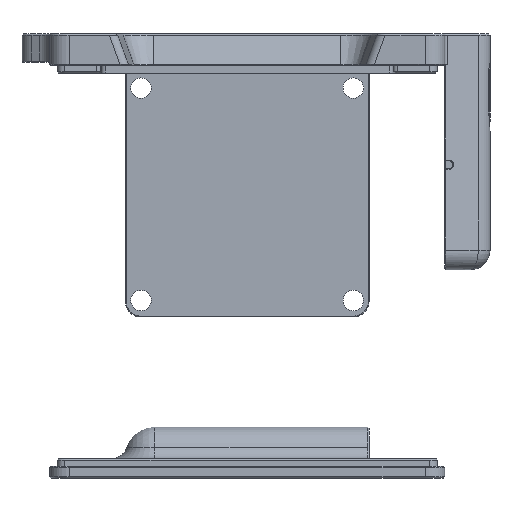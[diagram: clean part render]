
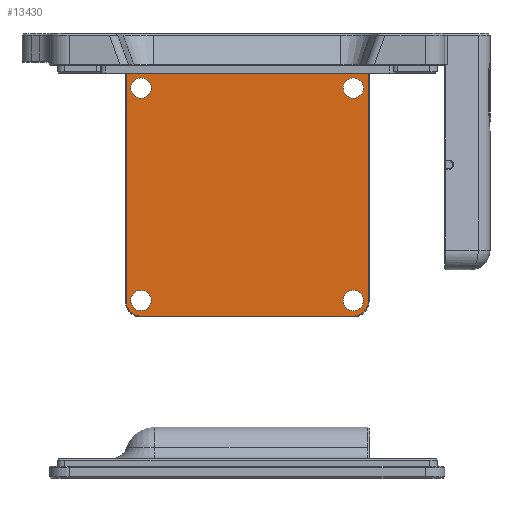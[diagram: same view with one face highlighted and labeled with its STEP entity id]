
A CAD part, front view. The second image highlights one B-rep face of the part: STEP entity #13430.
In plain terms, the highlighted planar face has unit normal (0, -1, 0).
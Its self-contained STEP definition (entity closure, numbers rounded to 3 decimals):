
#976=CIRCLE('',#14764,2.6);
#977=CIRCLE('',#14765,2.6);
#978=CIRCLE('',#14766,3.8);
#979=CIRCLE('',#14767,3.8);
#980=CIRCLE('',#14768,2.6);
#981=CIRCLE('',#14769,2.6);
#4215=ORIENTED_EDGE('',*,*,#6643,.F.);
#4216=ORIENTED_EDGE('',*,*,#6644,.F.);
#4217=ORIENTED_EDGE('',*,*,#6645,.T.);
#4218=ORIENTED_EDGE('',*,*,#6646,.T.);
#4219=ORIENTED_EDGE('',*,*,#6334,.F.);
#4220=ORIENTED_EDGE('',*,*,#6647,.T.);
#4221=ORIENTED_EDGE('',*,*,#6648,.T.);
#4222=ORIENTED_EDGE('',*,*,#6649,.T.);
#4223=ORIENTED_EDGE('',*,*,#6650,.F.);
#4224=ORIENTED_EDGE('',*,*,#6651,.F.);
#6334=EDGE_CURVE('',#7812,#7813,#8988,.T.);
#6643=EDGE_CURVE('',#8006,#8006,#976,.F.);
#6644=EDGE_CURVE('',#8007,#8007,#977,.F.);
#6645=EDGE_CURVE('',#8008,#8009,#978,.F.);
#6646=EDGE_CURVE('',#8009,#7813,#9189,.T.);
#6647=EDGE_CURVE('',#7812,#8010,#9190,.T.);
#6648=EDGE_CURVE('',#8010,#8011,#979,.F.);
#6649=EDGE_CURVE('',#8011,#8008,#9191,.T.);
#6650=EDGE_CURVE('',#8012,#8012,#980,.F.);
#6651=EDGE_CURVE('',#8013,#8013,#981,.F.);
#7812=VERTEX_POINT('',#22232);
#7813=VERTEX_POINT('',#22234);
#8006=VERTEX_POINT('',#22935);
#8007=VERTEX_POINT('',#22937);
#8008=VERTEX_POINT('',#22939);
#8009=VERTEX_POINT('',#22940);
#8010=VERTEX_POINT('',#22943);
#8011=VERTEX_POINT('',#22945);
#8012=VERTEX_POINT('',#22948);
#8013=VERTEX_POINT('',#22950);
#8988=LINE('',#22233,#10113);
#9189=LINE('',#22941,#10314);
#9190=LINE('',#22942,#10315);
#9191=LINE('',#22946,#10316);
#10113=VECTOR('',#17604,1000.);
#10314=VECTOR('',#18273,1000.);
#10315=VECTOR('',#18274,1000.);
#10316=VECTOR('',#18277,1000.);
#11192=EDGE_LOOP('',(#4215));
#11193=EDGE_LOOP('',(#4216));
#11194=EDGE_LOOP('',(#4217,#4218,#4219,#4220,#4221,#4222));
#11195=EDGE_LOOP('',(#4223));
#11196=EDGE_LOOP('',(#4224));
#12178=FACE_BOUND('',#11192,.T.);
#12179=FACE_BOUND('',#11193,.T.);
#12180=FACE_BOUND('',#11194,.T.);
#12181=FACE_BOUND('',#11195,.T.);
#12182=FACE_BOUND('',#11196,.T.);
#12753=PLANE('',#14763);
#13430=ADVANCED_FACE('',(#12178,#12179,#12180,#12181,#12182),#12753,.F.);
#14763=AXIS2_PLACEMENT_3D('',#22933,#18265,#18266);
#14764=AXIS2_PLACEMENT_3D('',#22934,#18267,#18268);
#14765=AXIS2_PLACEMENT_3D('',#22936,#18269,#18270);
#14766=AXIS2_PLACEMENT_3D('',#22938,#18271,#18272);
#14767=AXIS2_PLACEMENT_3D('',#22944,#18275,#18276);
#14768=AXIS2_PLACEMENT_3D('',#22947,#18278,#18279);
#14769=AXIS2_PLACEMENT_3D('',#22949,#18280,#18281);
#17604=DIRECTION('',(1.,0.,0.));
#18265=DIRECTION('',(0.,1.,0.));
#18266=DIRECTION('',(0.,0.,1.));
#18267=DIRECTION('',(0.,1.,0.));
#18268=DIRECTION('',(0.,0.,1.));
#18269=DIRECTION('',(0.,1.,0.));
#18270=DIRECTION('',(0.,0.,1.));
#18271=DIRECTION('',(0.,1.,0.));
#18272=DIRECTION('',(0.,0.,1.));
#18273=DIRECTION('',(0.,0.,1.));
#18274=DIRECTION('',(0.,0.,-1.));
#18275=DIRECTION('',(0.,1.,0.));
#18276=DIRECTION('',(0.,0.,1.));
#18277=DIRECTION('',(1.,0.,0.));
#18278=DIRECTION('',(0.,1.,0.));
#18279=DIRECTION('',(0.,0.,1.));
#18280=DIRECTION('',(0.,1.,0.));
#18281=DIRECTION('',(0.,0.,1.));
#22232=CARTESIAN_POINT('',(-30.8,-44.75,0.));
#22233=CARTESIAN_POINT('',(-31.,-44.75,0.));
#22234=CARTESIAN_POINT('',(30.8,-44.75,0.));
#22933=CARTESIAN_POINT('',(0.,-44.75,0.));
#22934=CARTESIAN_POINT('',(-27.,-44.75,-3.8));
#22935=CARTESIAN_POINT('',(-27.,-44.75,-1.2));
#22936=CARTESIAN_POINT('',(-27.,-44.75,-57.8));
#22937=CARTESIAN_POINT('',(-27.,-44.75,-55.2));
#22938=CARTESIAN_POINT('',(27.,-44.75,-58.));
#22939=CARTESIAN_POINT('',(27.,-44.75,-61.8));
#22940=CARTESIAN_POINT('',(30.8,-44.75,-58.));
#22941=CARTESIAN_POINT('',(30.8,-44.75,0.));
#22942=CARTESIAN_POINT('',(-30.8,-44.75,0.));
#22943=CARTESIAN_POINT('',(-30.8,-44.75,-58.));
#22944=CARTESIAN_POINT('',(-27.,-44.75,-58.));
#22945=CARTESIAN_POINT('',(-27.,-44.75,-61.8));
#22946=CARTESIAN_POINT('',(0.,-44.75,-61.8));
#22947=CARTESIAN_POINT('',(27.,-44.75,-3.8));
#22948=CARTESIAN_POINT('',(27.,-44.75,-1.2));
#22949=CARTESIAN_POINT('',(27.,-44.75,-57.8));
#22950=CARTESIAN_POINT('',(27.,-44.75,-55.2));
